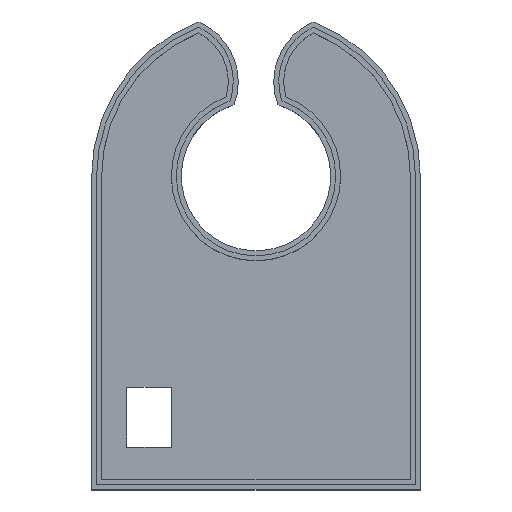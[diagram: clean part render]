
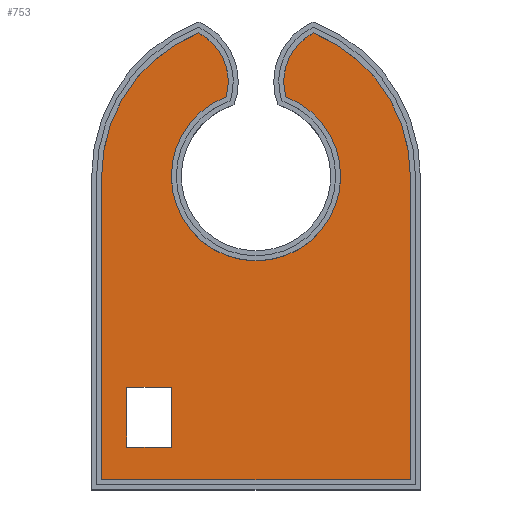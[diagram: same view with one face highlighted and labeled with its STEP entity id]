
A CAD part, top view. The second image highlights one B-rep face of the part: STEP entity #753.
In plain terms, the highlighted planar face has unit normal (0, 0, 1).
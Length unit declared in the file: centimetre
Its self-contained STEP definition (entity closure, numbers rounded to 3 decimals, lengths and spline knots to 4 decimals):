
#19=FACE_BOUND('',#114,.T.);
#37=PLANE('',#815);
#72=FACE_OUTER_BOUND('',#113,.T.);
#113=EDGE_LOOP('',(#617,#618,#619,#620,#621,#622,#623,#624));
#114=EDGE_LOOP('',(#625,#626,#627,#628));
#178=LINE('',#1198,#256);
#180=LINE('',#1202,#258);
#182=LINE('',#1205,#260);
#183=LINE('',#1209,#261);
#184=LINE('',#1211,#262);
#185=LINE('',#1213,#263);
#186=LINE('',#1214,#264);
#256=VECTOR('',#975,6.1);
#258=VECTOR('',#979,6.2);
#260=VECTOR('',#983,6.1);
#261=VECTOR('',#986,0.9);
#262=VECTOR('',#987,1.2);
#263=VECTOR('',#988,0.9);
#264=VECTOR('',#989,1.2);
#302=CIRCLE('',#803,3.1);
#303=CIRCLE('',#805,1.1062);
#304=CIRCLE('',#807,1.7);
#305=CIRCLE('',#809,1.1062);
#306=CIRCLE('',#811,3.1);
#357=VERTEX_POINT('',#1175);
#358=VERTEX_POINT('',#1176);
#359=VERTEX_POINT('',#1181);
#360=VERTEX_POINT('',#1185);
#361=VERTEX_POINT('',#1189);
#362=VERTEX_POINT('',#1193);
#363=VERTEX_POINT('',#1197);
#364=VERTEX_POINT('',#1201);
#365=VERTEX_POINT('',#1207);
#366=VERTEX_POINT('',#1208);
#367=VERTEX_POINT('',#1210);
#368=VERTEX_POINT('',#1212);
#445=EDGE_CURVE('',#357,#358,#302,.F.);
#448=EDGE_CURVE('',#359,#357,#303,.F.);
#450=EDGE_CURVE('',#360,#359,#304,.F.);
#452=EDGE_CURVE('',#361,#360,#305,.F.);
#454=EDGE_CURVE('',#362,#361,#306,.F.);
#456=EDGE_CURVE('',#363,#362,#178,.F.);
#458=EDGE_CURVE('',#364,#363,#180,.F.);
#460=EDGE_CURVE('',#358,#364,#182,.F.);
#461=EDGE_CURVE('',#365,#366,#183,.T.);
#462=EDGE_CURVE('',#366,#367,#184,.T.);
#463=EDGE_CURVE('',#367,#368,#185,.T.);
#464=EDGE_CURVE('',#368,#365,#186,.T.);
#617=ORIENTED_EDGE('',*,*,#460,.T.);
#618=ORIENTED_EDGE('',*,*,#458,.T.);
#619=ORIENTED_EDGE('',*,*,#456,.T.);
#620=ORIENTED_EDGE('',*,*,#454,.T.);
#621=ORIENTED_EDGE('',*,*,#452,.T.);
#622=ORIENTED_EDGE('',*,*,#450,.T.);
#623=ORIENTED_EDGE('',*,*,#448,.T.);
#624=ORIENTED_EDGE('',*,*,#445,.T.);
#625=ORIENTED_EDGE('',*,*,#461,.T.);
#626=ORIENTED_EDGE('',*,*,#462,.T.);
#627=ORIENTED_EDGE('',*,*,#463,.T.);
#628=ORIENTED_EDGE('',*,*,#464,.T.);
#753=ADVANCED_FACE('',(#72,#19),#37,.T.);
#803=AXIS2_PLACEMENT_3D('',#1177,#949,#950);
#805=AXIS2_PLACEMENT_3D('',#1182,#955,#956);
#807=AXIS2_PLACEMENT_3D('',#1186,#960,#961);
#809=AXIS2_PLACEMENT_3D('',#1190,#965,#966);
#811=AXIS2_PLACEMENT_3D('',#1194,#970,#971);
#815=AXIS2_PLACEMENT_3D('',#1206,#984,#985);
#949=DIRECTION('center_axis',(0.,0.,-1.));
#950=DIRECTION('ref_axis',(-0.347,0.938,0.));
#955=DIRECTION('center_axis',(0.,0.,-1.));
#956=DIRECTION('ref_axis',(0.935,-0.353,0.));
#960=DIRECTION('center_axis',(0.,0.,1.));
#961=DIRECTION('ref_axis',(0.294,-0.956,0.));
#965=DIRECTION('center_axis',(0.,0.,-1.));
#966=DIRECTION('ref_axis',(-0.396,0.918,0.));
#970=DIRECTION('center_axis',(0.,0.,-1.));
#971=DIRECTION('ref_axis',(1.,0.,0.));
#975=DIRECTION('',(0.,-1.,0.));
#979=DIRECTION('',(-1.,0.,0.));
#983=DIRECTION('',(0.,1.,0.));
#984=DIRECTION('center_axis',(0.,0.,1.));
#985=DIRECTION('ref_axis',(1.,0.,0.));
#986=DIRECTION('',(1.,0.,0.));
#987=DIRECTION('',(0.,-1.,0.));
#988=DIRECTION('',(-1.,0.,0.));
#989=DIRECTION('',(0.,1.,0.));
#1175=CARTESIAN_POINT('',(-1.1538,2.8773,0.2));
#1176=CARTESIAN_POINT('',(-3.1,0.,0.2));
#1177=CARTESIAN_POINT('Origin',(0.,0.,0.2));
#1181=CARTESIAN_POINT('',(-0.5997,1.5907,0.2));
#1182=CARTESIAN_POINT('Origin',(-1.6631,1.8954,0.2));
#1185=CARTESIAN_POINT('',(0.5997,1.5907,0.2));
#1186=CARTESIAN_POINT('Origin',(0.,0.,0.2));
#1189=CARTESIAN_POINT('',(1.1538,2.8773,0.2));
#1190=CARTESIAN_POINT('Origin',(1.6631,1.8954,0.2));
#1193=CARTESIAN_POINT('',(3.1,0.,0.2));
#1194=CARTESIAN_POINT('Origin',(0.,0.,0.2));
#1197=CARTESIAN_POINT('',(3.1,-6.1,0.2));
#1198=CARTESIAN_POINT('',(3.1,-4.0828,0.2));
#1201=CARTESIAN_POINT('',(-3.1,-6.1,0.2));
#1202=CARTESIAN_POINT('',(-1.65,-6.1,0.2));
#1205=CARTESIAN_POINT('',(-3.1,-0.9328,0.2));
#1206=CARTESIAN_POINT('Origin',(0.,-1.8655,0.2));
#1207=CARTESIAN_POINT('',(-2.5967,-4.2396,0.2));
#1208=CARTESIAN_POINT('',(-1.6967,-4.2396,0.2));
#1209=CARTESIAN_POINT('',(-0.8484,-4.2396,0.2));
#1210=CARTESIAN_POINT('',(-1.6967,-5.4396,0.2));
#1211=CARTESIAN_POINT('',(-1.6967,-3.6526,0.2));
#1212=CARTESIAN_POINT('',(-2.5967,-5.4396,0.2));
#1213=CARTESIAN_POINT('',(-1.2984,-5.4396,0.2));
#1214=CARTESIAN_POINT('',(-2.5967,-3.0526,0.2));
